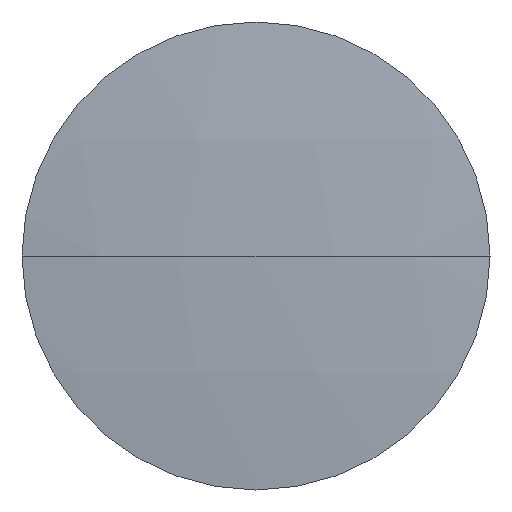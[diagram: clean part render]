
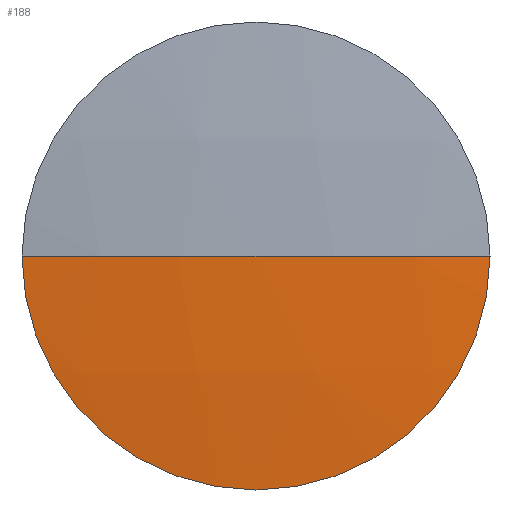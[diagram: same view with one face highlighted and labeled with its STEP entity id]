
A CAD part, left-side view. The second image highlights one B-rep face of the part: STEP entity #188.
In plain terms, the highlighted spherical face has radius 231.118 mm.
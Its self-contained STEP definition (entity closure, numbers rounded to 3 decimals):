
#16 = EDGE_CURVE ( 'NONE', #157, #288, #267, .T. ) ;
#17 = VERTEX_POINT ( 'NONE', #187 ) ;
#19 = AXIS2_PLACEMENT_3D ( 'NONE', #257, #281, #129 ) ;
#53 = DIRECTION ( 'NONE',  ( 0., 0., 1. ) ) ;
#54 = DIRECTION ( 'NONE',  ( 0., 0., -1. ) ) ;
#59 = DIRECTION ( 'NONE',  ( -1., 0., 0. ) ) ;
#62 = DIRECTION ( 'NONE',  ( -1., 0., 0. ) ) ;
#74 = EDGE_LOOP ( 'NONE', ( #223, #113, #229, #245 ) ) ;
#75 = AXIS2_PLACEMENT_3D ( 'NONE', #199, #62, #249 ) ;
#82 = CARTESIAN_POINT ( 'NONE',  ( 401.135, 97.232, 0. ) ) ;
#100 = VERTEX_POINT ( 'NONE', #235 ) ;
#110 = FACE_OUTER_BOUND ( 'NONE', #74, .T. ) ;
#113 = ORIENTED_EDGE ( 'NONE', *, *, #164, .T. ) ;
#126 = EDGE_CURVE ( 'NONE', #17, #288, #186, .T. ) ;
#129 = DIRECTION ( 'NONE',  ( 1., 0., 0. ) ) ;
#135 = DIRECTION ( 'NONE',  ( 0., 1., 0. ) ) ;
#137 = AXIS2_PLACEMENT_3D ( 'NONE', #82, #54, #135 ) ;
#157 = VERTEX_POINT ( 'NONE', #242 ) ;
#163 = CARTESIAN_POINT ( 'NONE',  ( 401.135, 97.232, 0. ) ) ;
#164 = EDGE_CURVE ( 'NONE', #100, #17, #216, .T. ) ;
#186 = CIRCLE ( 'NONE', #271, 231.118 ) ;
#187 = CARTESIAN_POINT ( 'NONE',  ( 171.416, 71.832, 0. ) ) ;
#188 = ADVANCED_FACE ( 'NONE', ( #110 ), #324, .T. ) ;
#191 = DIRECTION ( 'NONE',  ( 0., 0., -1. ) ) ;
#195 = DIRECTION ( 'NONE',  ( 0., 1., 0. ) ) ;
#199 = CARTESIAN_POINT ( 'NONE',  ( 171.416, 97.232, 0. ) ) ;
#216 = CIRCLE ( 'NONE', #284, 25.4 ) ;
#223 = ORIENTED_EDGE ( 'NONE', *, *, #316, .T. ) ;
#229 = ORIENTED_EDGE ( 'NONE', *, *, #126, .T. ) ;
#235 = CARTESIAN_POINT ( 'NONE',  ( 171.416, 97.232, -25.4 ) ) ;
#242 = CARTESIAN_POINT ( 'NONE',  ( 171.416, 122.632, 0. ) ) ;
#245 = ORIENTED_EDGE ( 'NONE', *, *, #16, .F. ) ;
#249 = DIRECTION ( 'NONE',  ( 0., 0., 1. ) ) ;
#257 = CARTESIAN_POINT ( 'NONE',  ( 401.135, 97.232, 0. ) ) ;
#267 = CIRCLE ( 'NONE', #19, 231.118 ) ;
#271 = AXIS2_PLACEMENT_3D ( 'NONE', #163, #191, #195 ) ;
#281 = DIRECTION ( 'NONE',  ( 0., 0., 1. ) ) ;
#284 = AXIS2_PLACEMENT_3D ( 'NONE', #344, #59, #53 ) ;
#288 = VERTEX_POINT ( 'NONE', #318 ) ;
#310 = CIRCLE ( 'NONE', #75, 25.4 ) ;
#316 = EDGE_CURVE ( 'NONE', #157, #100, #310, .T. ) ;
#318 = CARTESIAN_POINT ( 'NONE',  ( 170.016, 97.232, 0. ) ) ;
#324 = SPHERICAL_SURFACE ( 'NONE', #137, 231.118 ) ;
#344 = CARTESIAN_POINT ( 'NONE',  ( 171.416, 97.232, 0. ) ) ;
